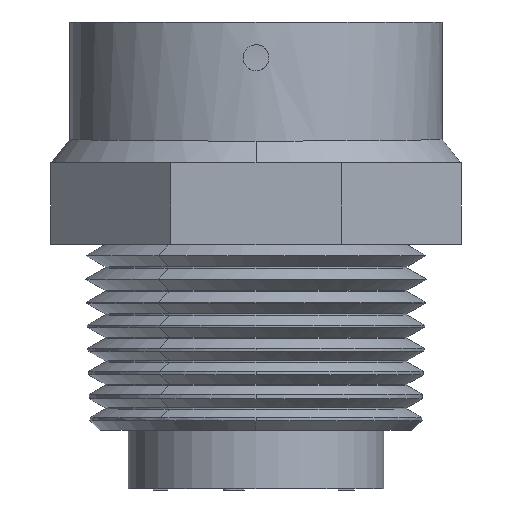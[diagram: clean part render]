
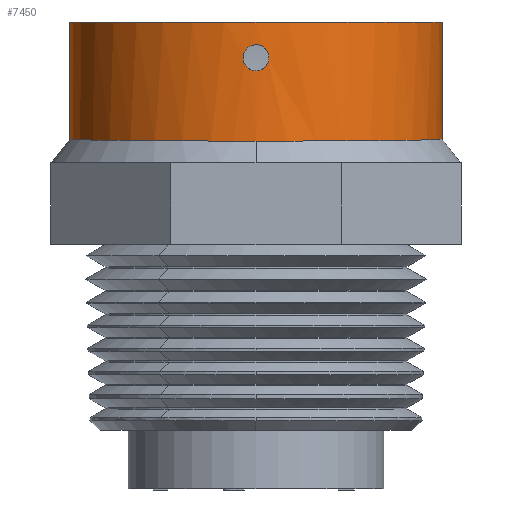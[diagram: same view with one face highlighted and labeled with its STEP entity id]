
A CAD part, front view. The second image highlights one B-rep face of the part: STEP entity #7450.
In plain terms, the highlighted cylindrical face has radius 14.375 mm (diameter 28.75 mm), a partial arc.
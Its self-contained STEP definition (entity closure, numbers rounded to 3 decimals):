
#2=CARTESIAN_POINT('',(14.375,-0.12,12.453));
#30=CARTESIAN_POINT('',(0.,-14.495,12.3));
#31=CARTESIAN_POINT('',(0.396,-14.495,12.3));
#32=CARTESIAN_POINT('',(1.188,-14.462,12.3));
#33=CARTESIAN_POINT('',(2.369,-14.315,12.302));
#34=CARTESIAN_POINT('',(3.533,-14.071,12.305));
#35=CARTESIAN_POINT('',(4.673,-13.732,12.308));
#36=CARTESIAN_POINT('',(5.781,-13.299,12.313));
#37=CARTESIAN_POINT('',(6.849,-12.777,12.318));
#38=CARTESIAN_POINT('',(7.871,-12.168,12.325));
#39=CARTESIAN_POINT('',(8.839,-11.477,12.332));
#40=CARTESIAN_POINT('',(9.747,-10.708,12.34));
#41=CARTESIAN_POINT('',(10.588,-9.867,12.349));
#42=CARTESIAN_POINT('',(11.357,-8.96,12.359));
#43=CARTESIAN_POINT('',(12.048,-7.992,12.369));
#44=CARTESIAN_POINT('',(12.657,-6.97,12.38));
#45=CARTESIAN_POINT('',(13.179,-5.901,12.391));
#46=CARTESIAN_POINT('',(13.612,-4.793,12.403));
#47=CARTESIAN_POINT('',(13.951,-3.653,12.415));
#48=CARTESIAN_POINT('',(14.195,-2.489,12.428));
#49=CARTESIAN_POINT('',(14.342,-1.308,12.44));
#50=CARTESIAN_POINT('',(14.375,-0.516,12.449));
#51=CARTESIAN_POINT('',(14.375,-0.12,12.453));
#53=DIRECTION('',(0.,0.,-1.));
#54=VECTOR('',#53,9.047);
#55=CARTESIAN_POINT('',(14.375,-0.12,21.5));
#56=LINE('',#55,#54);
#57=DIRECTION('',(0.,0.,-1.));
#58=VECTOR('',#57,9.047);
#59=CARTESIAN_POINT('',(-14.375,-0.12,21.5));
#60=LINE('',#59,#58);
#82=CARTESIAN_POINT('',(-14.375,-0.12,12.453));
#84=CARTESIAN_POINT('',(-14.375,-0.12,12.453));
#85=CARTESIAN_POINT('',(-14.375,-0.516,12.449));
#86=CARTESIAN_POINT('',(-14.342,-1.308,12.44));
#87=CARTESIAN_POINT('',(-14.195,-2.489,12.428));
#88=CARTESIAN_POINT('',(-13.951,-3.653,12.415));
#89=CARTESIAN_POINT('',(-13.612,-4.793,12.403));
#90=CARTESIAN_POINT('',(-13.179,-5.901,12.391));
#91=CARTESIAN_POINT('',(-12.657,-6.97,12.38));
#92=CARTESIAN_POINT('',(-12.048,-7.992,12.369));
#93=CARTESIAN_POINT('',(-11.357,-8.96,12.359));
#94=CARTESIAN_POINT('',(-10.588,-9.867,12.349));
#95=CARTESIAN_POINT('',(-9.747,-10.708,12.34));
#96=CARTESIAN_POINT('',(-8.839,-11.477,12.332));
#97=CARTESIAN_POINT('',(-7.871,-12.168,12.325));
#98=CARTESIAN_POINT('',(-6.849,-12.777,12.318));
#99=CARTESIAN_POINT('',(-5.781,-13.299,12.313));
#100=CARTESIAN_POINT('',(-4.673,-13.732,12.308));
#101=CARTESIAN_POINT('',(-3.533,-14.071,12.305));
#102=CARTESIAN_POINT('',(-2.369,-14.315,12.302));
#103=CARTESIAN_POINT('',(-1.188,-14.462,12.3));
#104=CARTESIAN_POINT('',(-0.396,-14.495,12.3));
#105=CARTESIAN_POINT('',(0.,-14.495,12.3));
#2957=CARTESIAN_POINT('',(0.,-0.12,21.5));
#2958=DIRECTION('',(0.,0.,1.));
#2959=DIRECTION('',(-1.,0.,0.));
#2960=AXIS2_PLACEMENT_3D('',#2957,#2958,#2959);
#5417=CARTESIAN_POINT('',(-0.276,-14.492,
19.701));
#5418=CARTESIAN_POINT('',(-0.224,-14.493,
19.716));
#5419=CARTESIAN_POINT('',(-0.117,-14.495,
19.738));
#5420=CARTESIAN_POINT('',(0.045,-14.495,
19.743));
#5421=CARTESIAN_POINT('',(0.206,-14.494,
19.723));
#5422=CARTESIAN_POINT('',(0.363,-14.491,
19.677));
#5423=CARTESIAN_POINT('',(0.509,-14.486,
19.606));
#5424=CARTESIAN_POINT('',(0.642,-14.481,
19.512));
#5425=CARTESIAN_POINT('',(0.758,-14.475,
19.399));
#5426=CARTESIAN_POINT('',(0.855,-14.47,
19.267));
#5427=CARTESIAN_POINT('',(0.929,-14.465,
19.122));
#5428=CARTESIAN_POINT('',(0.978,-14.462,
18.967));
#5429=CARTESIAN_POINT('',(1.002,-14.46,18.807));
#5430=CARTESIAN_POINT('',(1.,-14.46,
18.643));
#5431=CARTESIAN_POINT('',(0.971,-14.462,
18.484));
#5432=CARTESIAN_POINT('',(0.917,-14.466,
18.33));
#5433=CARTESIAN_POINT('',(0.839,-14.471,
18.188));
#5434=CARTESIAN_POINT('',(0.738,-14.476,
18.059));
#5435=CARTESIAN_POINT('',(0.619,-14.482,
17.949));
#5436=CARTESIAN_POINT('',(0.482,-14.487,
17.858));
#5437=CARTESIAN_POINT('',(0.329,-14.492,
17.791));
#5438=CARTESIAN_POINT('',(0.167,-14.494,
17.75));
#5439=CARTESIAN_POINT('',(0.005,-14.495,
17.736));
#5440=CARTESIAN_POINT('',(-0.157,-14.494,
17.748));
#5441=CARTESIAN_POINT('',(-0.315,-14.492,
17.786));
#5442=CARTESIAN_POINT('',(-0.465,-14.488,
17.85));
#5443=CARTESIAN_POINT('',(-0.557,-14.484,
17.908));
#5444=CARTESIAN_POINT('',(-0.6,-14.482,17.94));
#5478=CARTESIAN_POINT('',(-0.6,-14.482,17.94));
#5479=CARTESIAN_POINT('',(-0.642,-14.481,
17.972));
#5480=CARTESIAN_POINT('',(-0.722,-14.477,
18.041));
#5481=CARTESIAN_POINT('',(-0.824,-14.471,
18.165));
#5482=CARTESIAN_POINT('',(-0.904,-14.467,
18.303));
#5483=CARTESIAN_POINT('',(-0.961,-14.463,
18.449));
#5484=CARTESIAN_POINT('',(-0.995,-14.461,
18.605));
#5485=CARTESIAN_POINT('',(-1.004,-14.46,
18.765));
#5486=CARTESIAN_POINT('',(-0.988,-14.461,
18.922));
#5487=CARTESIAN_POINT('',(-0.947,-14.464,
19.074));
#5488=CARTESIAN_POINT('',(-0.882,-14.468,19.221));
#5489=CARTESIAN_POINT('',(-0.794,-14.473,
19.355));
#5490=CARTESIAN_POINT('',(-0.689,-14.479,
19.471));
#5491=CARTESIAN_POINT('',(-0.565,-14.484,
19.57));
#5492=CARTESIAN_POINT('',(-0.425,-14.489,
19.65));
#5493=CARTESIAN_POINT('',(-0.326,-14.491,
19.687));
#5494=CARTESIAN_POINT('',(-0.276,-14.492,
19.701));
#7119=CARTESIAN_POINT('',(14.375,-0.12,21.5));
#7120=CARTESIAN_POINT('',(-14.375,-0.12,21.5));
#7121=VERTEX_POINT('',#7119);
#7122=VERTEX_POINT('',#7120);
#7123=VERTEX_POINT('',#2);
#7125=VERTEX_POINT('',#30);
#7126=VERTEX_POINT('',#82);
#7127=VERTEX_POINT('',#5417);
#7128=VERTEX_POINT('',#5444);
#7430=CARTESIAN_POINT('',(0.,-0.12,21.5));
#7431=DIRECTION('',(0.,0.,1.));
#7432=DIRECTION('',(1.,0.,0.));
#7433=AXIS2_PLACEMENT_3D('',#7430,#7431,#7432);
#7434=CYLINDRICAL_SURFACE('',#7433,14.375);
#7435=ORIENTED_EDGE('',*,*,#7396,.F.);
#7437=ORIENTED_EDGE('',*,*,#7436,.F.);
#7438=ORIENTED_EDGE('',*,*,#7411,.F.);
#7440=ORIENTED_EDGE('',*,*,#7439,.T.);
#7441=ORIENTED_EDGE('',*,*,#7407,.T.);
#7442=EDGE_LOOP('',(#7435,#7437,#7438,#7440,#7441));
#7443=FACE_OUTER_BOUND('',#7442,.F.);
#7445=ORIENTED_EDGE('',*,*,#7444,.F.);
#7447=ORIENTED_EDGE('',*,*,#7446,.F.);
#7448=EDGE_LOOP('',(#7445,#7447));
#7449=FACE_BOUND('',#7448,.F.);
#7450=ADVANCED_FACE('',(#7443,#7449),#7434,.T.);
#52=B_SPLINE_CURVE_WITH_KNOTS('',3,(#30,#31,#32,#33,#34,#35,#36,#37,#38,#39,#40,
#41,#42,#43,#44,#45,#46,#47,#48,#49,#50,#51),.UNSPECIFIED.,.F.,.F.,(4,1,1,1,1,1,
1,1,1,1,1,1,1,1,1,1,1,1,1,4),(0.,0.053,0.105,
0.158,0.211,0.263,0.316,
0.368,0.421,0.474,0.526,
0.579,0.632,0.684,0.737,
0.789,0.842,0.895,0.947,1.),
.UNSPECIFIED.);
#106=B_SPLINE_CURVE_WITH_KNOTS('',3,(#84,#85,#86,#87,#88,#89,#90,#91,#92,#93,
#94,#95,#96,#97,#98,#99,#100,#101,#102,#103,#104,#105),.UNSPECIFIED.,.F.,.F.,(4,
1,1,1,1,1,1,1,1,1,1,1,1,1,1,1,1,1,1,4),(0.,0.053,
0.105,0.158,0.211,0.263,
0.316,0.368,0.421,0.474,
0.526,0.579,0.632,0.684,
0.737,0.789,0.842,0.895,
0.947,1.),.UNSPECIFIED.);
#2961=CIRCLE('',#2960,14.375);
#5445=B_SPLINE_CURVE_WITH_KNOTS('',3,(#5417,#5418,#5419,#5420,#5421,#5422,#5423,
#5424,#5425,#5426,#5427,#5428,#5429,#5430,#5431,#5432,#5433,#5434,#5435,#5436,
#5437,#5438,#5439,#5440,#5441,#5442,#5443,#5444),.UNSPECIFIED.,.F.,.F.,(4,1,1,1,
1,1,1,1,1,1,1,1,1,1,1,1,1,1,1,1,1,1,1,1,1,4),(0.,0.04,0.08,0.12,0.16,
0.2,0.24,0.28,0.32,0.36,0.4,0.44,0.48,0.52,0.56,0.6,
0.64,0.68,0.72,0.76,0.8,0.84,0.88,0.92,0.96,1.),
.UNSPECIFIED.);
#5495=B_SPLINE_CURVE_WITH_KNOTS('',3,(#5478,#5479,#5480,#5481,#5482,#5483,#5484,
#5485,#5486,#5487,#5488,#5489,#5490,#5491,#5492,#5493,#5494),.UNSPECIFIED.,.F.,
.F.,(4,1,1,1,1,1,1,1,1,1,1,1,1,1,4),(0.,0.071,0.143,
0.214,0.286,0.357,0.429,0.5,
0.571,0.643,0.714,0.786,
0.857,0.929,1.),.UNSPECIFIED.);
#7396=EDGE_CURVE('',#7125,#7123,#52,.T.);
#7407=EDGE_CURVE('',#7121,#7123,#56,.T.);
#7411=EDGE_CURVE('',#7122,#7126,#60,.T.);
#7436=EDGE_CURVE('',#7126,#7125,#106,.T.);
#7439=EDGE_CURVE('',#7122,#7121,#2961,.T.);
#7444=EDGE_CURVE('',#7127,#7128,#5445,.T.);
#7446=EDGE_CURVE('',#7128,#7127,#5495,.T.);
